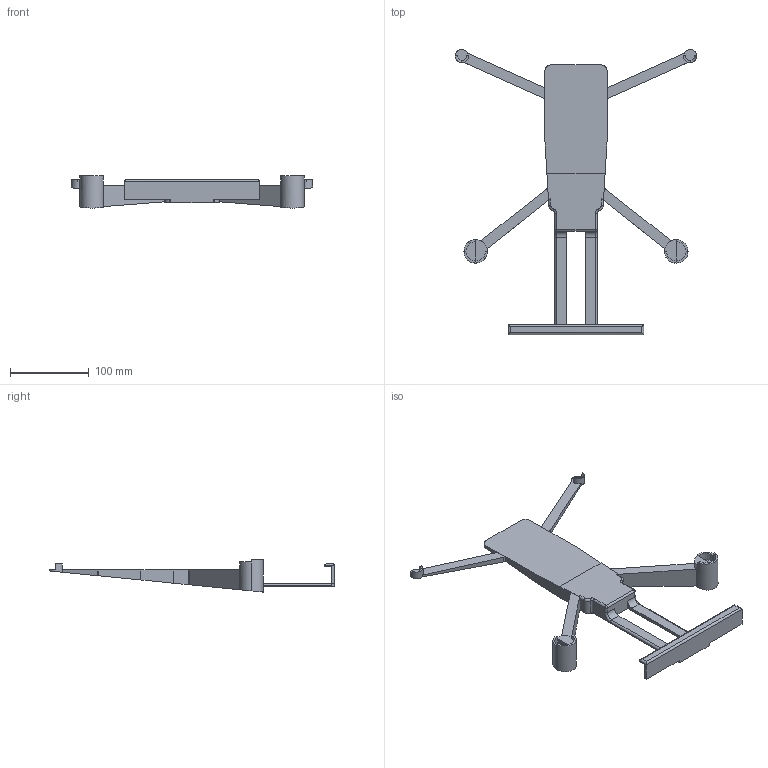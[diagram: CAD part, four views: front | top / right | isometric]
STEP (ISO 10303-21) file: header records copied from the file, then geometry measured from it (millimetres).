
FILE_DESCRIPTION (( 'STEP AP203' ), '1' );
FILE_NAME ('Full Drone Holder.STEP', '2026-01-18T18:35:11', ( '' ), ( '' ), 'SwSTEP 2.0', 'SolidWorks 2025', '' );
FILE_SCHEMA (( 'CONFIG_CONTROL_DESIGN' ));
Length unit declared in the file: inch
Products named in the file (1): Full Drone Holder
Bounding box: 305.56 x 361.31 x 40.64 mm (x, y, z)
Volume: 354366.7 mm3; surface area: 97965.5 mm2
Topology: 6 solids, 6 shells, 123 faces, 308 edges, 194 vertices
Faces by surface type: plane 76, cylinder 37, torus 6, cone 2, sphere 2
Entity records: 3687 total; most frequent: CARTESIAN_POINT 702, ORIENTED_EDGE 612, DIRECTION 600, EDGE_CURVE 306, LINE 210, VECTOR 210, AXIS2_PLACEMENT_3D 195, VERTEX_POINT 194
